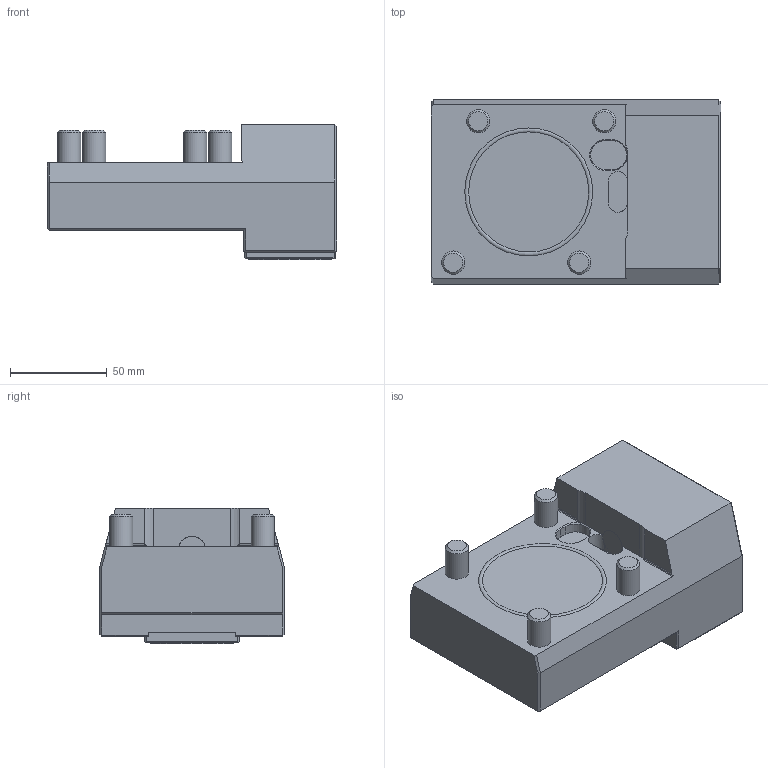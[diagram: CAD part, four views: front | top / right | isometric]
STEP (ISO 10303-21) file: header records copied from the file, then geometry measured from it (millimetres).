
FILE_DESCRIPTION(/* description */ (''),/* implementation_level */ '2;1');
FILE_NAME(/* name */ '1619187831702.stp',/* time_stamp */ '2021-04-23T16:23:57+02:00',/* author */ (''),/* organization */ ('SMS'),/* preprocessor_version */ 'ST-DEVELOPER v16.7',/* originating_system */ 'SIEMENS PLM Software NX 12.0',/* authorisation */ '');
FILE_SCHEMA (('AUTOMOTIVE_DESIGN { 1 0 10303 214 3 1 1 1 }'));
Length unit declared in the file: millimetre
Products named in the file (1): 203503765mod000_00
Bounding box: 149.2 x 95 x 69.99 mm (x, y, z)
Volume: 619899.2 mm3; surface area: 66372.3 mm2
Topology: 1 solids, 1 shells, 169 faces, 411 edges, 264 vertices
Faces by surface type: plane 106, cylinder 37, cone 19, sphere 4, torus 2, bspline 1
Full cylindrical faces by diameter (mm): 2.5 x1, 5.994 x1, 7.193 x4, 11.988 x4, 13.986 x1, 14.021 x1, 17.982 x4, 18.981 x4, 20 x4, 39.96 x1
Entity records: 5012 total; most frequent: CARTESIAN_POINT 1297, DIRECTION 765, ORIENTED_EDGE 676, EDGE_CURVE 338, AXIS2_PLACEMENT_3D 274, EDGE_LOOP 237, VERTEX_POINT 237, LINE 217
